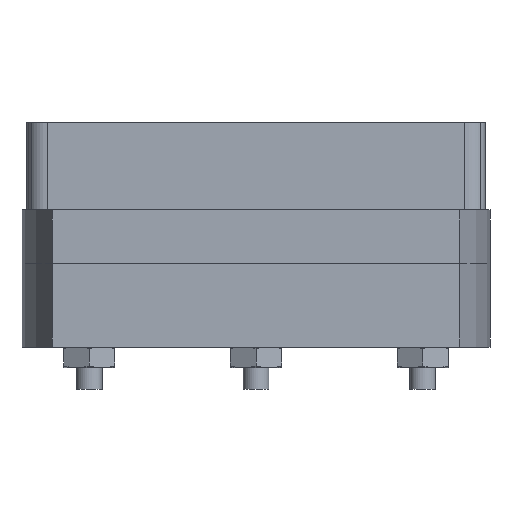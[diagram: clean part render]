
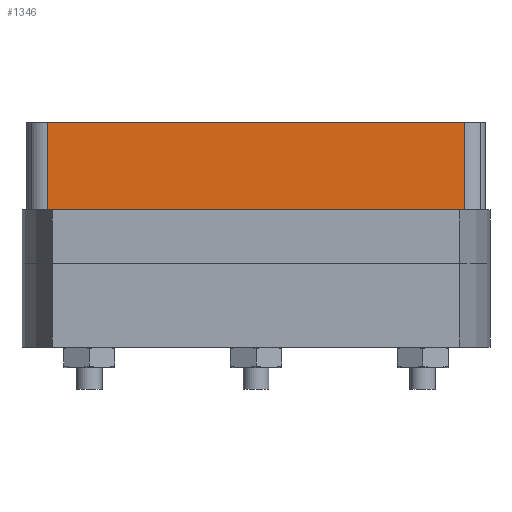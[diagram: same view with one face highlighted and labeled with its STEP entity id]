
A CAD part, front view. The second image highlights one B-rep face of the part: STEP entity #1346.
In plain terms, the highlighted planar face has unit normal (0, -1, 0).
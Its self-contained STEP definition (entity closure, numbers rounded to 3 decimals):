
#1346=ADVANCED_FACE('',(#2819),#2820,.T.);
#2819=FACE_OUTER_BOUND('',#4304,.T.);
#2820=PLANE('',#4305);
#4304=EDGE_LOOP('',(#7919,#7920,#7921,#7922));
#4305=AXIS2_PLACEMENT_3D('',#7923,#7924,#7925);
#7919=ORIENTED_EDGE('',*,*,#8773,.F.);
#7920=ORIENTED_EDGE('',*,*,#9236,.T.);
#7921=ORIENTED_EDGE('',*,*,#9136,.F.);
#7922=ORIENTED_EDGE('',*,*,#8988,.F.);
#7923=CARTESIAN_POINT('',(166.705,101.1,3.6));
#7924=DIRECTION('',(0.0,-1.0,0.));
#7925=DIRECTION('',(1.0,0.0,0.0));
#8773=EDGE_CURVE('',#10666,#10668,#10669,.T.);
#8988=EDGE_CURVE('',#10668,#10989,#10990,.T.);
#9136=EDGE_CURVE('',#10989,#11168,#11169,.T.);
#9236=EDGE_CURVE('',#10666,#11168,#11292,.T.);
#10666=VERTEX_POINT('',#13373);
#10668=VERTEX_POINT('',#13375);
#10669=LINE('',#13376,#13377);
#10989=VERTEX_POINT('',#13904);
#10990=LINE('',#13905,#13906);
#11168=VERTEX_POINT('',#14186);
#11169=LINE('',#14187,#14188);
#11292=LINE('',#14356,#14357);
#13373=CARTESIAN_POINT('',(164.798,101.1,10.4));
#13375=CARTESIAN_POINT('',(164.798,101.1,3.6));
#13376=CARTESIAN_POINT('',(164.798,101.1,10.4));
#13377=VECTOR('',#15891,6.8);
#13904=CARTESIAN_POINT('',(132.202,101.1,3.6));
#13905=CARTESIAN_POINT('',(164.798,101.1,3.6));
#13906=VECTOR('',#16234,32.596);
#14186=CARTESIAN_POINT('',(132.202,101.1,10.4));
#14187=CARTESIAN_POINT('',(132.202,101.1,3.6));
#14188=VECTOR('',#16421,6.8);
#14356=CARTESIAN_POINT('',(164.798,101.1,10.4));
#14357=VECTOR('',#16575,32.596);
#15891=DIRECTION('',(0.0,0.,-1.0));
#16234=DIRECTION('',(-1.0,-0.0,0.0));
#16421=DIRECTION('',(0.0,0.,1.0));
#16575=DIRECTION('',(-1.0,-0.0,0.0));
